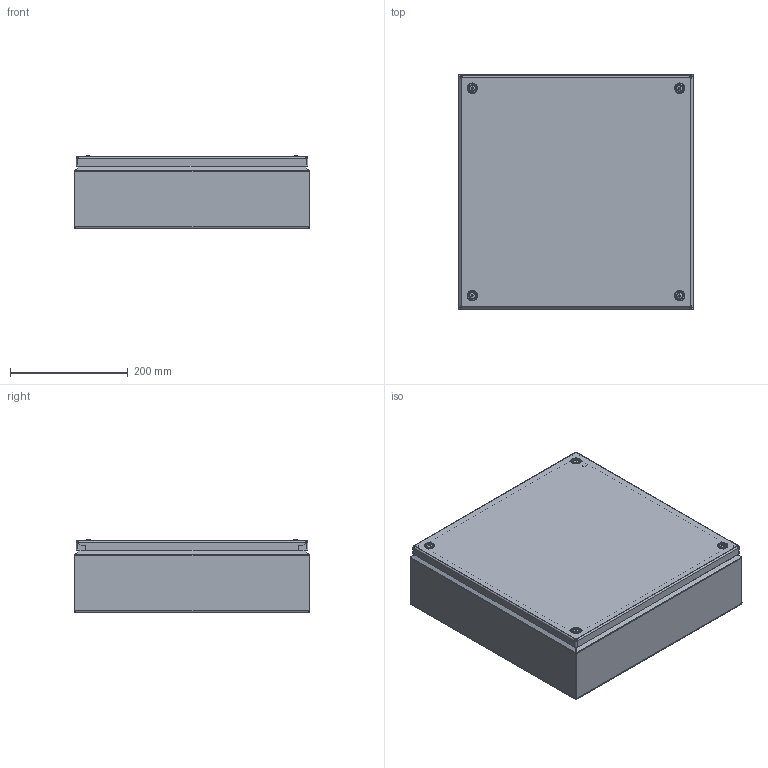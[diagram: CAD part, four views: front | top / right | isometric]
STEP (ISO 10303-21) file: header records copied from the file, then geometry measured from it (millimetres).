
FILE_DESCRIPTION (( 'STEP AP203' ), '1' );
FILE_NAME ('KL-124040.step', '2009-09-16T06:38:58', ( 'Herr Bloch' ), ( '' ), 'SwSTEP 2.0', 'SolidWorks 2007', '' );
FILE_SCHEMA (( 'CONFIG_CONTROL_DESIGN' ));
Length unit declared in the file: millimetre
Products named in the file (14): ENG-02032005160_Deckel 4040; ENG-000138_M5x16; ENG-000487_1697; ENG-000098_M5; KUNSTSTOFF-STOP_Standard; KL-124040; ENG-002723_10KL-124040; ENG-28022005856_124040; ENG-004917_400 breit; ENG-002846_Deckel kpl. 4040; ENG-004914_Standard; ENGT-000207_DIN 7500 M4x25; ENG-000176_81; ENG-002461_607
Assembly tree (38 placements, depth 3):
  KL-124040
    ENG-000098_M5  x4
    ENG-004914_Standard  x4
    ENGT-000207_DIN 7500 M4x25  x4
    KUNSTSTOFF-STOP_Standard  x4
    ENG-002846_Deckel kpl. 4040
      ENG-000138_M5x16
      ENG-02032005160_Deckel 4040
    ENG-000487_1697  x4
    ENG-002723_10KL-124040
      ENG-000138_M5x16  x5
      ENG-004917_400 breit  x2
      ENG-28022005856_124040
    ENG-000176_81  x4
    ENG-002461_607  x2
Bounding box: 400 x 400 x 123.59 mm (x, y, z)
Volume: 813055.2 mm3; surface area: 1148340.8 mm2
Topology: 36 solids, 36 shells, 1645 faces, 3973 edges, 2394 vertices
Faces by surface type: plane 642, cylinder 573, bspline 152, cone 136, torus 94, sphere 48
Entity records: 29675 total; most frequent: CARTESIAN_POINT 8572, ORIENTED_EDGE 3984, DIRECTION 3923, EDGE_CURVE 1992, AXIS2_PLACEMENT_3D 1497, VERTEX_POINT 1180, EDGE_LOOP 954, VECTOR 929
